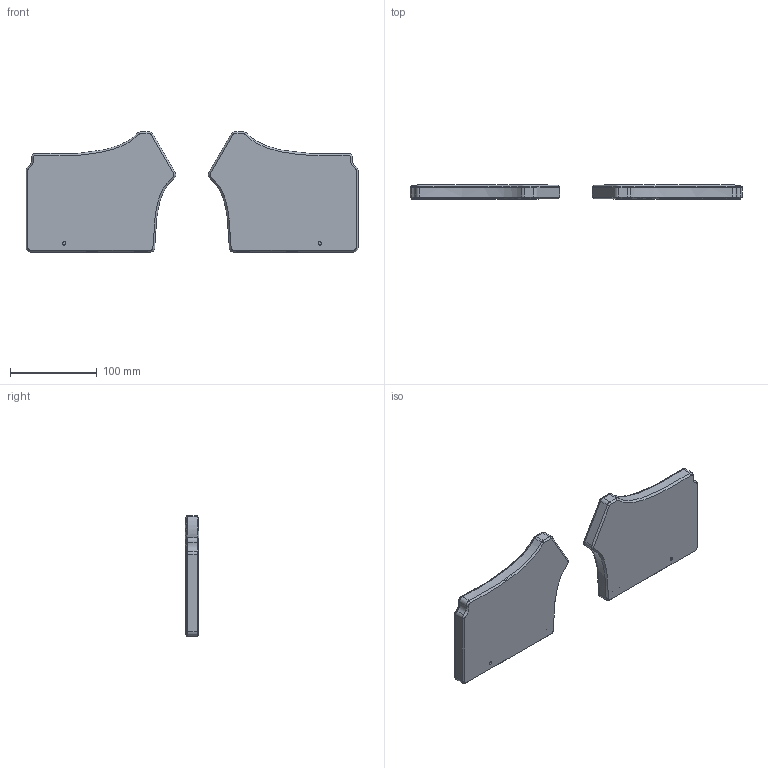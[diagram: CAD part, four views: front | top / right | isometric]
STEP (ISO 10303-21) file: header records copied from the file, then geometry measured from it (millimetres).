
FILE_DESCRIPTION (( 'STEP AP214' ), '1' );
FILE_NAME ('RedoxRev2.STEP', '2020-06-20T09:52:53', ( '' ), ( '' ), 'SwSTEP 2.0', 'SolidWorks 2020', '' );
FILE_SCHEMA (( 'AUTOMOTIVE_DESIGN' ));
Length unit declared in the file: millimetre
Products named in the file (1): RedoxRev2
Bounding box: 382.82 x 16 x 138.38 mm (x, y, z)
Volume: 164789 mm3; surface area: 162703.6 mm2
Topology: 4 solids, 4 shells, 1159 faces, 3335 edges, 2196 vertices
Faces by surface type: plane 946, cylinder 136, bspline 30, cone 28, torus 19
Entity records: 42705 total; most frequent: CARTESIAN_POINT 10838, ORIENTED_EDGE 6670, DIRECTION 5788, EDGE_CURVE 3335, VECTOR 2882, LINE 2882, VERTEX_POINT 2196, AXIS2_PLACEMENT_3D 1453
